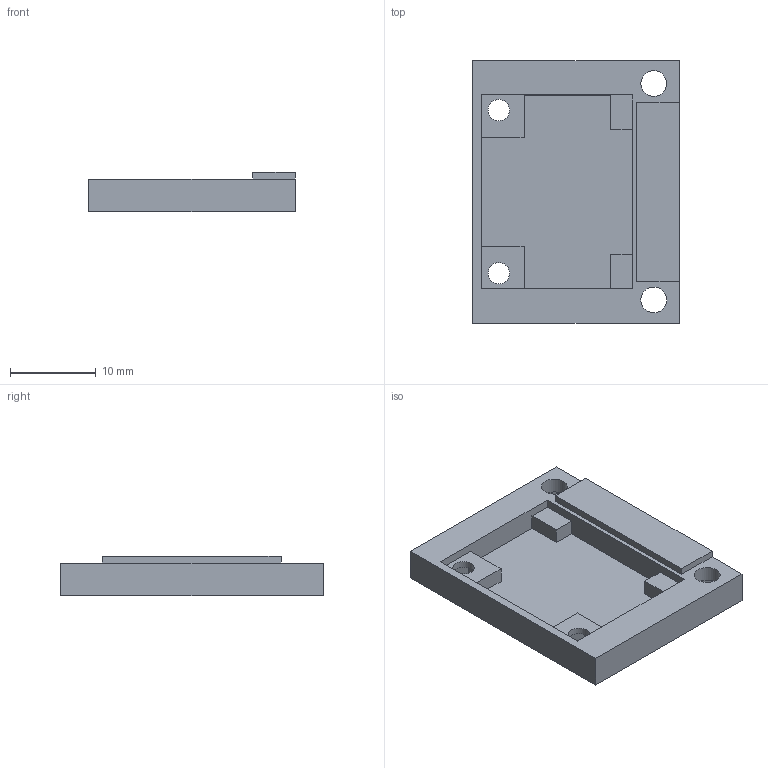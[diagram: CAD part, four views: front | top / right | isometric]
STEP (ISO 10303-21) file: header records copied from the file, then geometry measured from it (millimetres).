
FILE_DESCRIPTION(/* description */ (''),/* implementation_level */ '2;1');
FILE_NAME(/* name */ 'Bottom Servo Adapter Case.step',/* time_stamp */ '2025-05-14T12:01:31-06:00',/* author */ (''),/* organization */ (''),/* preprocessor_version */ 'ST-DEVELOPER v20.1',/* originating_system */ 'Autodesk Translation Framework v14.4.0.0',/* authorisation */ '');
FILE_SCHEMA (('AUTOMOTIVE_DESIGN { 1 0 10303 214 3 1 1 }'));
Length unit declared in the file: millimetre
Products named in the file (1): Servo Adapter Case Mk II
Bounding box: 24.1 x 30.6 x 4.6 mm (x, y, z)
Volume: 1753.7 mm3; surface area: 2266.5 mm2
Topology: 1 solids, 1 shells, 59 faces, 156 edges, 104 vertices
Faces by surface type: plane 55, cylinder 4
Full cylindrical faces by diameter (mm): 2.5 x2, 3 x2
Entity records: 1836 total; most frequent: CARTESIAN_POINT 320, ORIENTED_EDGE 312, DIRECTION 284, EDGE_CURVE 156, LINE 148, VECTOR 148, VERTEX_POINT 104, EDGE_LOOP 72
